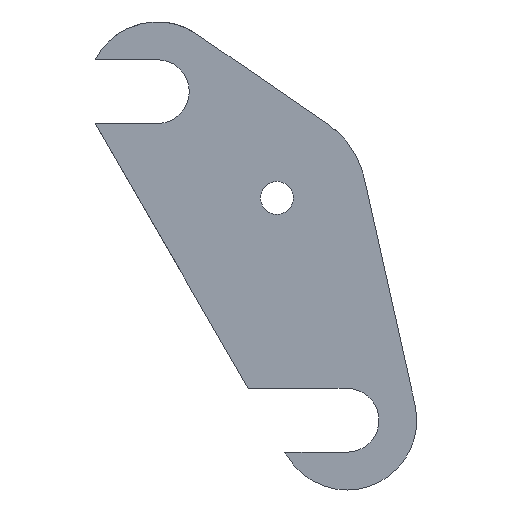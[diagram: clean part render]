
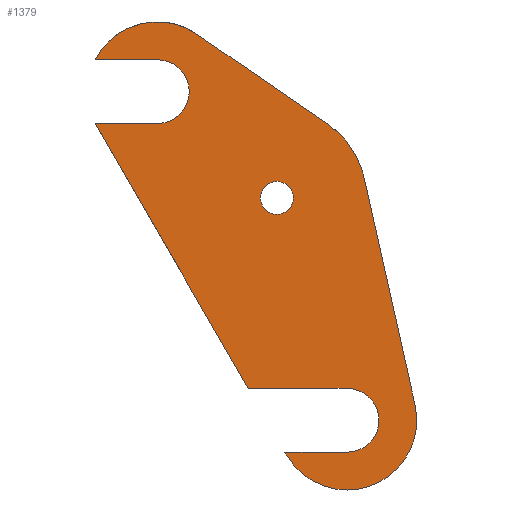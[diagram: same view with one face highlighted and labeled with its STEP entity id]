
A CAD part, left-side view. The second image highlights one B-rep face of the part: STEP entity #1379.
In plain terms, the highlighted planar face has unit normal (-1, 0, 0).
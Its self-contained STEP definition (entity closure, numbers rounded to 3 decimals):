
#19 = VERTEX_POINT ( 'NONE', #253 ) ;
#39 = EDGE_CURVE ( 'NONE', #192, #19, #243, .T. ) ;
#42 = EDGE_CURVE ( 'NONE', #19, #176, #281, .T. ) ;
#52 = VERTEX_POINT ( 'NONE', #323 ) ;
#53 = EDGE_CURVE ( 'NONE', #52, #194, #244, .T. ) ;
#57 = VERTEX_POINT ( 'NONE', #306 ) ;
#72 = EDGE_CURVE ( 'NONE', #1720, #1723, #349, .T. ) ;
#100 = EDGE_CURVE ( 'NONE', #57, #52, #366, .T. ) ;
#126 = VERTEX_POINT ( 'NONE', #169 ) ;
#134 = VERTEX_POINT ( 'NONE', #483 ) ;
#140 = EDGE_CURVE ( 'NONE', #1667, #57, #474, .T. ) ;
#153 = EDGE_CURVE ( 'NONE', #1636, #156, #510, .T. ) ;
#156 = VERTEX_POINT ( 'NONE', #498 ) ;
#158 = EDGE_CURVE ( 'NONE', #126, #134, #549, .T. ) ;
#169 = CARTESIAN_POINT ( 'NONE',  ( 0., 220.344, -3.224 ) ) ;
#171 = EDGE_CURVE ( 'NONE', #212, #192, #533, .T. ) ;
#176 = VERTEX_POINT ( 'NONE', #575 ) ;
#180 = VERTEX_POINT ( 'NONE', #517 ) ;
#191 = EDGE_CURVE ( 'NONE', #176, #180, #607, .T. ) ;
#192 = VERTEX_POINT ( 'NONE', #604 ) ;
#193 = EDGE_CURVE ( 'NONE', #194, #212, #600, .T. ) ;
#194 = VERTEX_POINT ( 'NONE', #601 ) ;
#212 = VERTEX_POINT ( 'NONE', #636 ) ;
#243 = LINE ( 'NONE', #284, #283 ) ;
#244 = CIRCLE ( 'NONE', #316, 7. ) ;
#253 = CARTESIAN_POINT ( 'NONE',  ( 0., 239.385, 36.177 ) ) ;
#274 = CARTESIAN_POINT ( 'NONE',  ( 0., 233.159, 32.977 ) ) ;
#281 = CIRCLE ( 'NONE', #295, 7. ) ;
#282 = DIRECTION ( 'NONE',  ( 0., 1., 0. ) ) ;
#283 = VECTOR ( 'NONE', #282, 1000. ) ;
#284 = CARTESIAN_POINT ( 'NONE',  ( 0., 233.159, 36.177 ) ) ;
#295 = AXIS2_PLACEMENT_3D ( 'NONE', #274, #331, #330 ) ;
#306 = CARTESIAN_POINT ( 'NONE',  ( 0., 224.038, 3.176 ) ) ;
#313 = DIRECTION ( 'NONE',  ( 0., 0., -1. ) ) ;
#314 = DIRECTION ( 'NONE',  ( 1., 0., 0. ) ) ;
#315 = CARTESIAN_POINT ( 'NONE',  ( 0., 233.159, 32.977 ) ) ;
#316 = AXIS2_PLACEMENT_3D ( 'NONE', #315, #314, #313 ) ;
#323 = CARTESIAN_POINT ( 'NONE',  ( 0., 239.222, 29.477 ) ) ;
#330 = DIRECTION ( 'NONE',  ( 0., 0., -1. ) ) ;
#331 = DIRECTION ( 'NONE',  ( 1., 0., 0. ) ) ;
#338 = DIRECTION ( 'NONE',  ( 0., 0., 1. ) ) ;
#339 = DIRECTION ( 'NONE',  ( 1., 0., 0. ) ) ;
#340 = CARTESIAN_POINT ( 'NONE',  ( 0., 221.159, 22.307 ) ) ;
#349 = CIRCLE ( 'NONE', #355, 1.65 ) ;
#355 = AXIS2_PLACEMENT_3D ( 'NONE', #340, #339, #338 ) ;
#366 = LINE ( 'NONE', #405, #404 ) ;
#403 = DIRECTION ( 'NONE',  ( 0., 0.5, 0.866 ) ) ;
#404 = VECTOR ( 'NONE', #403, 1000. ) ;
#405 = CARTESIAN_POINT ( 'NONE',  ( 0., 224.038, 3.176 ) ) ;
#468 = DIRECTION ( 'NONE',  ( 0., 1., 0. ) ) ;
#469 = VECTOR ( 'NONE', #468, 1000. ) ;
#470 = CARTESIAN_POINT ( 'NONE',  ( 0., 214.108, 3.176 ) ) ;
#474 = LINE ( 'NONE', #470, #469 ) ;
#483 = CARTESIAN_POINT ( 'NONE',  ( 0., 214.108, -3.224 ) ) ;
#494 = DIRECTION ( 'NONE',  ( 0., 0., -1. ) ) ;
#495 = DIRECTION ( 'NONE',  ( 1., 0., 0. ) ) ;
#496 = CARTESIAN_POINT ( 'NONE',  ( 0., 214.108, -0.024 ) ) ;
#497 = AXIS2_PLACEMENT_3D ( 'NONE', #496, #495, #494 ) ;
#498 = CARTESIAN_POINT ( 'NONE',  ( 0., 220.171, -3.524 ) ) ;
#510 = CIRCLE ( 'NONE', #497, 7. ) ;
#517 = CARTESIAN_POINT ( 'NONE',  ( 0., 216.063, 29.725 ) ) ;
#518 = DIRECTION ( 'NONE',  ( 0., 0., 1. ) ) ;
#519 = DIRECTION ( 'NONE',  ( -1., 0., 0. ) ) ;
#524 = CARTESIAN_POINT ( 'NONE',  ( 0., 233.159, 32.977 ) ) ;
#529 = AXIS2_PLACEMENT_3D ( 'NONE', #524, #519, #518 ) ;
#533 = CIRCLE ( 'NONE', #529, 3.2 ) ;
#546 = DIRECTION ( 'NONE',  ( 0., -1., 0. ) ) ;
#547 = VECTOR ( 'NONE', #546, 1000. ) ;
#548 = CARTESIAN_POINT ( 'NONE',  ( 0., 214.108, -3.224 ) ) ;
#549 = LINE ( 'NONE', #548, #547 ) ;
#550 = VECTOR ( 'NONE', #603, 1000. ) ;
#575 = CARTESIAN_POINT ( 'NONE',  ( 0., 229.196, 38.747 ) ) ;
#597 = DIRECTION ( 'NONE',  ( 0., -1., 0. ) ) ;
#598 = VECTOR ( 'NONE', #597, 1000. ) ;
#599 = CARTESIAN_POINT ( 'NONE',  ( 0., 233.159, 29.777 ) ) ;
#600 = LINE ( 'NONE', #599, #598 ) ;
#601 = CARTESIAN_POINT ( 'NONE',  ( 0., 239.385, 29.777 ) ) ;
#603 = DIRECTION ( 'NONE',  ( 0., -0.824, -0.566 ) ) ;
#604 = CARTESIAN_POINT ( 'NONE',  ( 0., 233.159, 36.177 ) ) ;
#606 = CARTESIAN_POINT ( 'NONE',  ( 0., 229.196, 38.747 ) ) ;
#607 = LINE ( 'NONE', #606, #550 ) ;
#636 = CARTESIAN_POINT ( 'NONE',  ( 0., 233.159, 29.777 ) ) ;
#647 = FACE_BOUND ( 'NONE', #1339, .T. ) ;
#648 = PLANE ( 'NONE',  #700 ) ;
#697 = DIRECTION ( 'NONE',  ( 0., 0., 1. ) ) ;
#698 = DIRECTION ( 'NONE',  ( -1., 0., 0. ) ) ;
#699 = CARTESIAN_POINT ( 'NONE',  ( 0., 233.159, 32.977 ) ) ;
#700 = AXIS2_PLACEMENT_3D ( 'NONE', #699, #698, #697 ) ;
#703 = FACE_OUTER_BOUND ( 'NONE', #1512, .T. ) ;
#791 = CIRCLE ( 'NONE', #847, 9. ) ;
#835 = CARTESIAN_POINT ( 'NONE',  ( 0., 221.159, 22.307 ) ) ;
#837 = DIRECTION ( 'NONE',  ( 0., -0.219, -0.976 ) ) ;
#838 = VECTOR ( 'NONE', #837, 1000. ) ;
#839 = CARTESIAN_POINT ( 'NONE',  ( 0., 212.377, 24.274 ) ) ;
#840 = LINE ( 'NONE', #839, #838 ) ;
#847 = AXIS2_PLACEMENT_3D ( 'NONE', #835, #898, #897 ) ;
#865 = CARTESIAN_POINT ( 'NONE',  ( 0., 212.377, 24.274 ) ) ;
#897 = DIRECTION ( 'NONE',  ( 0., 0., -1. ) ) ;
#898 = DIRECTION ( 'NONE',  ( 1., 0., 0. ) ) ;
#1096 = CARTESIAN_POINT ( 'NONE',  ( 0., 214.108, -7.024 ) ) ;
#1110 = VECTOR ( 'NONE', #1145, 1000. ) ;
#1137 = DIRECTION ( 'NONE',  ( 0., 0., 1. ) ) ;
#1138 = DIRECTION ( 'NONE',  ( -1., 0., 0. ) ) ;
#1139 = AXIS2_PLACEMENT_3D ( 'NONE', #1141, #1138, #1137 ) ;
#1140 = CIRCLE ( 'NONE', #1139, 3.2 ) ;
#1141 = CARTESIAN_POINT ( 'NONE',  ( 0., 214.108, -0.024 ) ) ;
#1145 = DIRECTION ( 'NONE',  ( 0., 0.5, 0.866 ) ) ;
#1149 = LINE ( 'NONE', #1152, #1110 ) ;
#1152 = CARTESIAN_POINT ( 'NONE',  ( 0., 220.171, -3.524 ) ) ;
#1155 = CARTESIAN_POINT ( 'NONE',  ( 0., 214.108, 3.176 ) ) ;
#1189 = DIRECTION ( 'NONE',  ( 0., 0., -1. ) ) ;
#1190 = DIRECTION ( 'NONE',  ( 1., 0., 0. ) ) ;
#1191 = CARTESIAN_POINT ( 'NONE',  ( 0., 214.108, -0.024 ) ) ;
#1192 = AXIS2_PLACEMENT_3D ( 'NONE', #1191, #1190, #1189 ) ;
#1198 = CIRCLE ( 'NONE', #1192, 7. ) ;
#1216 = CARTESIAN_POINT ( 'NONE',  ( 0., 221.159, 23.957 ) ) ;
#1219 = DIRECTION ( 'NONE',  ( 0., 0., 1. ) ) ;
#1220 = DIRECTION ( 'NONE',  ( 1., 0., 0. ) ) ;
#1221 = CARTESIAN_POINT ( 'NONE',  ( 0., 221.159, 22.307 ) ) ;
#1222 = AXIS2_PLACEMENT_3D ( 'NONE', #1221, #1220, #1219 ) ;
#1229 = CARTESIAN_POINT ( 'NONE',  ( 0., 207.278, 1.506 ) ) ;
#1230 = CIRCLE ( 'NONE', #1222, 1.65 ) ;
#1266 = CARTESIAN_POINT ( 'NONE',  ( 0., 221.159, 20.657 ) ) ;
#1326 = ORIENTED_EDGE ( 'NONE', *, *, #1520, .F. ) ;
#1328 = ORIENTED_EDGE ( 'NONE', *, *, #171, .F. ) ;
#1331 = ORIENTED_EDGE ( 'NONE', *, *, #158, .F. ) ;
#1332 = ORIENTED_EDGE ( 'NONE', *, *, #53, .F. ) ;
#1333 = ORIENTED_EDGE ( 'NONE', *, *, #1516, .F. ) ;
#1334 = ORIENTED_EDGE ( 'NONE', *, *, #1691, .F. ) ;
#1336 = ORIENTED_EDGE ( 'NONE', *, *, #1670, .F. ) ;
#1337 = ORIENTED_EDGE ( 'NONE', *, *, #1707, .T. ) ;
#1338 = ORIENTED_EDGE ( 'NONE', *, *, #72, .T. ) ;
#1339 = EDGE_LOOP ( 'NONE', ( #1338, #1337 ) ) ;
#1340 = ORIENTED_EDGE ( 'NONE', *, *, #100, .F. ) ;
#1348 = ORIENTED_EDGE ( 'NONE', *, *, #39, .F. ) ;
#1358 = ORIENTED_EDGE ( 'NONE', *, *, #191, .F. ) ;
#1377 = ORIENTED_EDGE ( 'NONE', *, *, #42, .F. ) ;
#1379 = ADVANCED_FACE ( 'NONE', ( #647, #703 ), #648, .T. ) ;
#1380 = ORIENTED_EDGE ( 'NONE', *, *, #1665, .F. ) ;
#1381 = ORIENTED_EDGE ( 'NONE', *, *, #193, .F. ) ;
#1503 = VERTEX_POINT ( 'NONE', #865 ) ;
#1506 = ORIENTED_EDGE ( 'NONE', *, *, #140, .F. ) ;
#1511 = ORIENTED_EDGE ( 'NONE', *, *, #153, .F. ) ;
#1512 = EDGE_LOOP ( 'NONE', ( #1328, #1381, #1332, #1340, #1506, #1336, #1331, #1380, #1511, #1334, #1333, #1326, #1358, #1377, #1348 ) ) ;
#1516 = EDGE_CURVE ( 'NONE', #1503, #1710, #840, .T. ) ;
#1520 = EDGE_CURVE ( 'NONE', #180, #1503, #791, .T. ) ;
#1636 = VERTEX_POINT ( 'NONE', #1096 ) ;
#1665 = EDGE_CURVE ( 'NONE', #156, #126, #1149, .T. ) ;
#1667 = VERTEX_POINT ( 'NONE', #1155 ) ;
#1670 = EDGE_CURVE ( 'NONE', #134, #1667, #1140, .T. ) ;
#1691 = EDGE_CURVE ( 'NONE', #1710, #1636, #1198, .T. ) ;
#1707 = EDGE_CURVE ( 'NONE', #1723, #1720, #1230, .T. ) ;
#1710 = VERTEX_POINT ( 'NONE', #1229 ) ;
#1720 = VERTEX_POINT ( 'NONE', #1266 ) ;
#1723 = VERTEX_POINT ( 'NONE', #1216 ) ;
